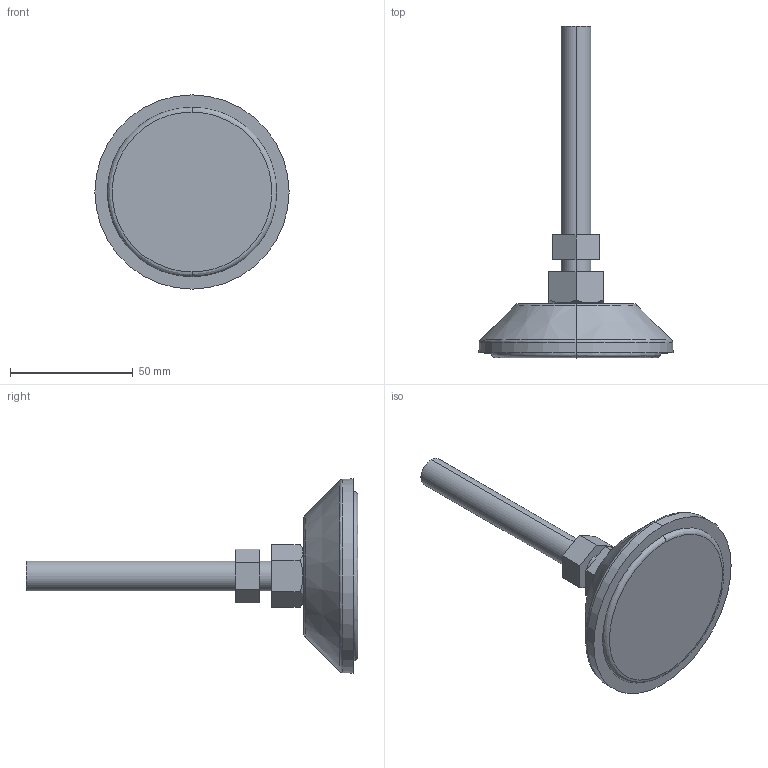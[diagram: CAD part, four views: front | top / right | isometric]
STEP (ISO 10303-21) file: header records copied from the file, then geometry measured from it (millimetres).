
FILE_DESCRIPTION (( 'STEP AP214' ), '1' );
FILE_NAME ('74108002', '2019-02-01T14:32:49', ( '' ), ('JUGARD+KÜNSTNER GmbH'), 'SwSTEP 2.0', 'SolidWorks 2017', '' );
FILE_SCHEMA (( 'AUTOMOTIVE_DESIGN' ));
Length unit declared in the file: millimetre
Products named in the file (1): 74108002_CNAJF00
Bounding box: 79 x 135 x 79 mm (x, y, z)
Volume: 99005.9 mm3; surface area: 17998.2 mm2
Topology: 1 solids, 1 shells, 34 faces, 74 edges, 48 vertices
Faces by surface type: plane 19, bspline 7, cone 4, cylinder 4
Entity records: 1309 total; most frequent: CARTESIAN_POINT 409, ORIENTED_EDGE 148, DIRECTION 146, EDGE_CURVE 74, AXIS2_PLACEMENT_3D 54, VERTEX_POINT 48, EDGE_LOOP 40, LINE 38
